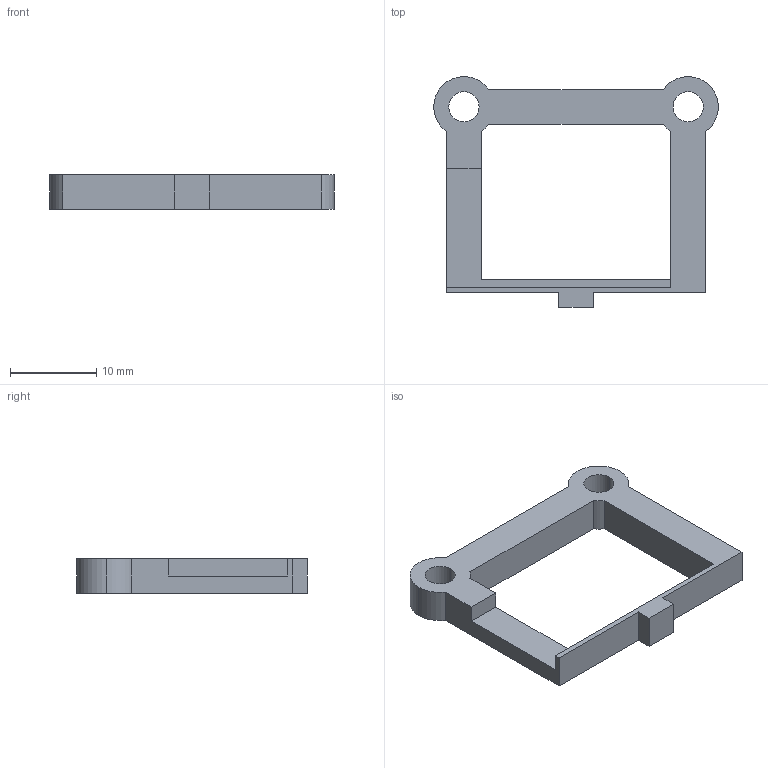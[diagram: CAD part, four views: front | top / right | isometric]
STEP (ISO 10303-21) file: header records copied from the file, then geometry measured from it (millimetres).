
FILE_DESCRIPTION (( 'STEP AP214' ), '1' );
FILE_NAME ('hub_clamp.STEP', '2023-10-22T22:45:26', ( '' ), ( '' ), '', '', '' );
FILE_SCHEMA (( 'AUTOMOTIVE_DESIGN' ));
Length unit declared in the file: millimetre
Products named in the file (1): hub_clamp
Bounding box: 32.99 x 26.75 x 4 mm (x, y, z)
Volume: 1133.8 mm3; surface area: 1472.1 mm2
Topology: 1 solids, 1 shells, 26 faces, 75 edges, 50 vertices
Faces by surface type: plane 17, cylinder 9
Entity records: 892 total; most frequent: CARTESIAN_POINT 152, ORIENTED_EDGE 150, DIRECTION 147, EDGE_CURVE 75, VECTOR 57, LINE 57, VERTEX_POINT 50, AXIS2_PLACEMENT_3D 45
